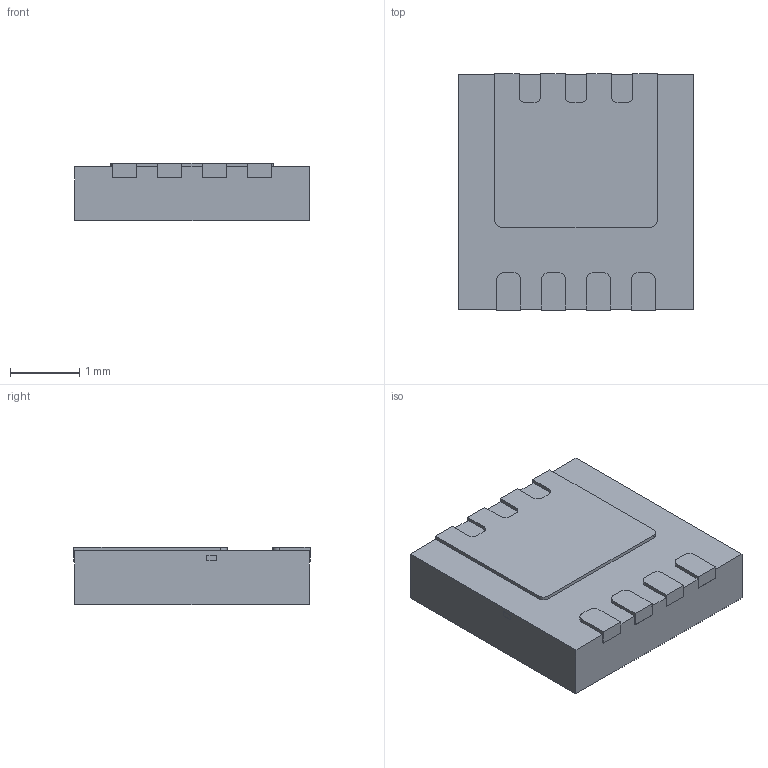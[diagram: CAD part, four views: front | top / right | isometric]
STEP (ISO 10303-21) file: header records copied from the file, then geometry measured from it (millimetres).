
FILE_DESCRIPTION (( 'STEP AP214' ), '1' );
FILE_NAME ('SISS26LDN-T1-BE3.STEP', '2025-12-27T08:27:10', ( '' ), ( '' ), 'SwSTEP 2.0', 'SolidWorks 2023', '' );
FILE_SCHEMA (( 'AUTOMOTIVE_DESIGN' ));
Length unit declared in the file: millimetre
Products named in the file (1): SISS26LDN-T1-BE3
Bounding box: 3.4 x 3.42 x 0.83 mm (x, y, z)
Volume: 9.3 mm3; surface area: 34.7 mm2
Topology: 1 solids, 1 shells, 83 faces, 234 edges, 156 vertices
Faces by surface type: plane 65, cylinder 18
Entity records: 3358 total; most frequent: CARTESIAN_POINT 474, ORIENTED_EDGE 468, DIRECTION 438, EDGE_CURVE 234, VECTOR 198, LINE 198, VERTEX_POINT 156, AXIS2_PLACEMENT_3D 120
